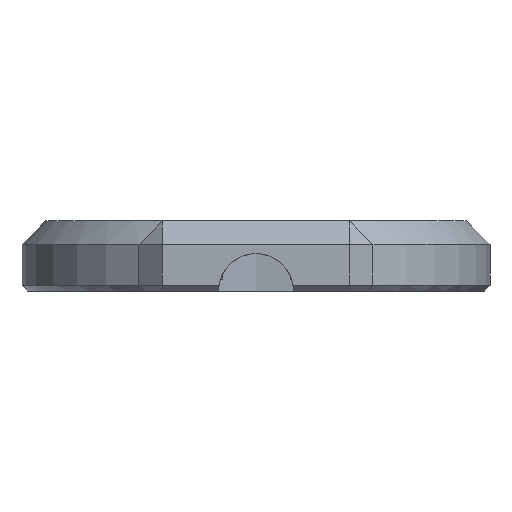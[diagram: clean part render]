
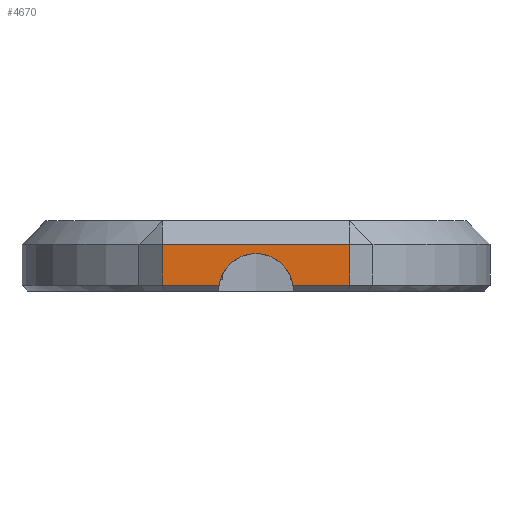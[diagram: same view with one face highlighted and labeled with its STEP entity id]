
A CAD part, left-side view. The second image highlights one B-rep face of the part: STEP entity #4670.
In plain terms, the highlighted planar face has unit normal (-1, 0, 0).
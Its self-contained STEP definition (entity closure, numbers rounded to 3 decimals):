
#12 = CARTESIAN_POINT ( 'NONE',  ( 0., 28., 4. ) ) ;
#54 = AXIS2_PLACEMENT_3D ( 'NONE', #7112, #1611, #2182 ) ;
#215 = CARTESIAN_POINT ( 'NONE',  ( 0., 16.839, 0.5 ) ) ;
#468 = EDGE_CURVE ( 'NONE', #3821, #3142, #839, .T. ) ;
#589 = DIRECTION ( 'NONE',  ( 0., 0., 1. ) ) ;
#596 = CARTESIAN_POINT ( 'NONE',  ( 0., 23.161, 0.5 ) ) ;
#839 = LINE ( 'NONE', #1954, #6277 ) ;
#929 = CARTESIAN_POINT ( 'NONE',  ( 0., 23.2, 0.5 ) ) ;
#1031 = ORIENTED_EDGE ( 'NONE', *, *, #3910, .T. ) ;
#1076 = CARTESIAN_POINT ( 'NONE',  ( 0., 0., 4. ) ) ;
#1550 = VERTEX_POINT ( 'NONE', #5862 ) ;
#1603 = CARTESIAN_POINT ( 'NONE',  ( 0., 12., 6. ) ) ;
#1611 = DIRECTION ( 'NONE',  ( -1., 0., 0. ) ) ;
#1653 = ORIENTED_EDGE ( 'NONE', *, *, #2162, .T. ) ;
#1954 = CARTESIAN_POINT ( 'NONE',  ( 0., 28., 6. ) ) ;
#2041 = CARTESIAN_POINT ( 'NONE',  ( 0., 20., 0.004 ) ) ;
#2162 = EDGE_CURVE ( 'NONE', #1550, #3821, #5992, .T. ) ;
#2182 = DIRECTION ( 'NONE',  ( 0., -1., 0. ) ) ;
#2302 = CARTESIAN_POINT ( 'NONE',  ( 0., 12., 0.5 ) ) ;
#2354 = VECTOR ( 'NONE', #5019, 1000. ) ;
#2432 = VECTOR ( 'NONE', #589, 1000. ) ;
#2440 = EDGE_CURVE ( 'NONE', #6313, #7017, #3887, .T. ) ;
#2552 = EDGE_CURVE ( 'NONE', #6313, #2893, #6147, .T. ) ;
#2755 = FACE_OUTER_BOUND ( 'NONE', #3972, .T. ) ;
#2797 = CARTESIAN_POINT ( 'NONE',  ( 0., 28., 0.5 ) ) ;
#2826 = ORIENTED_EDGE ( 'NONE', *, *, #2440, .F. ) ;
#2893 = VERTEX_POINT ( 'NONE', #3618 ) ;
#3068 = ORIENTED_EDGE ( 'NONE', *, *, #2552, .T. ) ;
#3142 = VERTEX_POINT ( 'NONE', #2797 ) ;
#3186 = DIRECTION ( 'NONE',  ( -1., 0., 0. ) ) ;
#3199 = AXIS2_PLACEMENT_3D ( 'NONE', #2041, #3186, #4265 ) ;
#3553 = DIRECTION ( 'NONE',  ( 0., 0., -1. ) ) ;
#3618 = CARTESIAN_POINT ( 'NONE',  ( 0., 12., 0.5 ) ) ;
#3821 = VERTEX_POINT ( 'NONE', #12 ) ;
#3852 = LINE ( 'NONE', #1603, #2432 ) ;
#3887 = CIRCLE ( 'NONE', #3199, 3.2 ) ;
#3910 = EDGE_CURVE ( 'NONE', #2893, #1550, #3852, .T. ) ;
#3972 = EDGE_LOOP ( 'NONE', ( #2826, #3068, #1031, #1653, #5230, #6602 ) ) ;
#4265 = DIRECTION ( 'NONE',  ( 0., -1., 0. ) ) ;
#4445 = PLANE ( 'NONE',  #54 ) ;
#4625 = EDGE_CURVE ( 'NONE', #3142, #7017, #5845, .T. ) ;
#4670 = ADVANCED_FACE ( 'NONE', ( #2755 ), #4445, .T. ) ;
#5019 = DIRECTION ( 'NONE',  ( 0., -1., 0. ) ) ;
#5104 = DIRECTION ( 'NONE',  ( 0., -1., 0. ) ) ;
#5230 = ORIENTED_EDGE ( 'NONE', *, *, #468, .T. ) ;
#5388 = VECTOR ( 'NONE', #5104, 1000. ) ;
#5460 = DIRECTION ( 'NONE',  ( 0., 1., 0. ) ) ;
#5845 = LINE ( 'NONE', #929, #2354 ) ;
#5862 = CARTESIAN_POINT ( 'NONE',  ( 0., 12., 4. ) ) ;
#5992 = LINE ( 'NONE', #1076, #6252 ) ;
#6147 = LINE ( 'NONE', #2302, #5388 ) ;
#6252 = VECTOR ( 'NONE', #5460, 1000. ) ;
#6277 = VECTOR ( 'NONE', #3553, 1000. ) ;
#6313 = VERTEX_POINT ( 'NONE', #215 ) ;
#6602 = ORIENTED_EDGE ( 'NONE', *, *, #4625, .T. ) ;
#7017 = VERTEX_POINT ( 'NONE', #596 ) ;
#7112 = CARTESIAN_POINT ( 'NONE',  ( 0., 0., 6. ) ) ;
